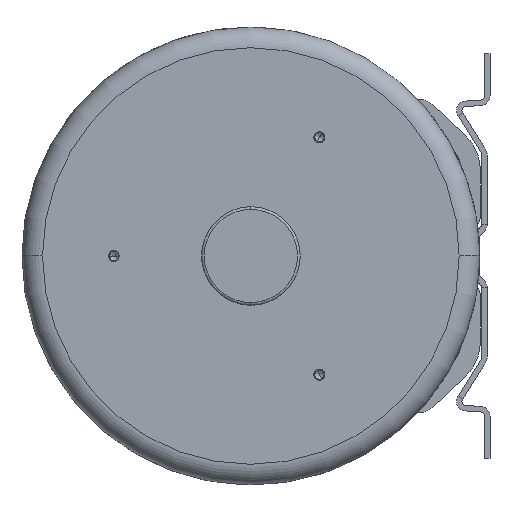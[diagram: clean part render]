
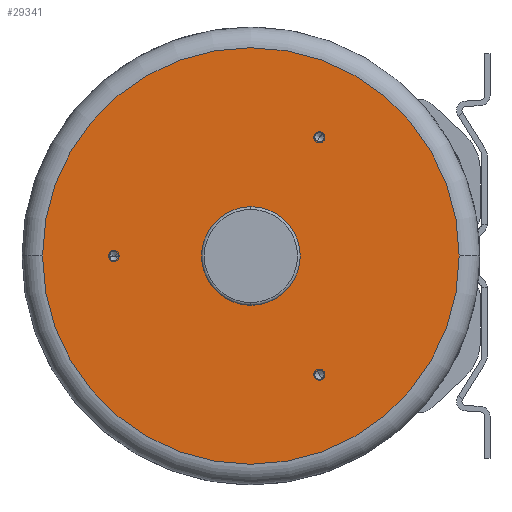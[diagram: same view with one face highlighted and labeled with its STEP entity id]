
A CAD part, left-side view. The second image highlights one B-rep face of the part: STEP entity #29341.
In plain terms, the highlighted planar face has unit normal (-1, 0, 0).
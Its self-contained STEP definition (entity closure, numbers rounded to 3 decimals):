
#11508=CARTESIAN_POINT('',(-97.,0.,0.));
#11509=DIRECTION('',(-1.,0.,0.));
#11510=DIRECTION('',(0.,0.,1.));
#11511=AXIS2_PLACEMENT_3D('',#11508,#11509,#11510);
#11513=CARTESIAN_POINT('',(-97.,0.,0.));
#11514=DIRECTION('',(-1.,0.,0.));
#11515=DIRECTION('',(0.,0.,-1.));
#11516=AXIS2_PLACEMENT_3D('',#11513,#11514,#11515);
#11518=CARTESIAN_POINT('',(-97.,100.,0.));
#11519=DIRECTION('',(-1.,0.,0.));
#11520=DIRECTION('',(0.,1.,0.));
#11521=AXIS2_PLACEMENT_3D('',#11518,#11519,#11520);
#11523=CARTESIAN_POINT('',(-97.,100.,0.));
#11524=DIRECTION('',(-1.,0.,0.));
#11525=DIRECTION('',(0.,-1.,0.));
#11526=AXIS2_PLACEMENT_3D('',#11523,#11524,#11525);
#11528=CARTESIAN_POINT('',(-97.,-50.,86.603));
#11529=DIRECTION('',(-1.,0.,0.));
#11530=DIRECTION('',(0.,-0.5,0.866));
#11531=AXIS2_PLACEMENT_3D('',#11528,#11529,#11530);
#11533=CARTESIAN_POINT('',(-97.,-50.,86.603));
#11534=DIRECTION('',(-1.,0.,0.));
#11535=DIRECTION('',(0.,0.5,-0.866));
#11536=AXIS2_PLACEMENT_3D('',#11533,#11534,#11535);
#11538=CARTESIAN_POINT('',(-97.,-50.,-86.603));
#11539=DIRECTION('',(-1.,0.,0.));
#11540=DIRECTION('',(0.,-0.5,-0.866));
#11541=AXIS2_PLACEMENT_3D('',#11538,#11539,#11540);
#11543=CARTESIAN_POINT('',(-97.,-50.,-86.603));
#11544=DIRECTION('',(-1.,0.,0.));
#11545=DIRECTION('',(0.,0.5,0.866));
#11546=AXIS2_PLACEMENT_3D('',#11543,#11544,#11545);
#11548=CARTESIAN_POINT('',(-97.,0.,0.));
#11549=DIRECTION('',(-1.,0.,0.));
#11550=DIRECTION('',(0.,1.,0.));
#11551=AXIS2_PLACEMENT_3D('',#11548,#11549,#11550);
#11553=CARTESIAN_POINT('',(-97.,0.,0.));
#11554=DIRECTION('',(-1.,0.,0.));
#11555=DIRECTION('',(0.,-1.,0.));
#11556=AXIS2_PLACEMENT_3D('',#11553,#11554,#11555);
#13307=CARTESIAN_POINT('',(-97.,103.4,0.));
#13308=CARTESIAN_POINT('',(-97.,96.6,0.));
#13309=VERTEX_POINT('',#13307);
#13310=VERTEX_POINT('',#13308);
#13317=CARTESIAN_POINT('',(-97.,-51.7,89.547));
#13318=CARTESIAN_POINT('',(-97.,-48.3,83.658));
#13319=VERTEX_POINT('',#13317);
#13320=VERTEX_POINT('',#13318);
#13327=CARTESIAN_POINT('',(-97.,-51.7,-89.547));
#13328=CARTESIAN_POINT('',(-97.,-48.3,-83.658));
#13329=VERTEX_POINT('',#13327);
#13330=VERTEX_POINT('',#13328);
#13351=CARTESIAN_POINT('',(-97.,0.,36.));
#13352=CARTESIAN_POINT('',(-97.,0.,-36.));
#13353=VERTEX_POINT('',#13351);
#13354=VERTEX_POINT('',#13352);
#15988=CARTESIAN_POINT('',(-97.,152.,0.));
#15989=CARTESIAN_POINT('',(-97.,-152.,0.));
#15990=VERTEX_POINT('',#15988);
#15991=VERTEX_POINT('',#15989);
#29307=CARTESIAN_POINT('',(-97.,0.,0.));
#29308=DIRECTION('',(1.,0.,0.));
#29309=DIRECTION('',(0.,-1.,0.));
#29310=AXIS2_PLACEMENT_3D('',#29307,#29308,#29309);
#29311=PLANE('',#29310);
#29313=ORIENTED_EDGE('',*,*,#29312,.F.);
#29314=ORIENTED_EDGE('',*,*,#29297,.F.);
#29315=EDGE_LOOP('',(#29313,#29314));
#29316=FACE_OUTER_BOUND('',#29315,.F.);
#29318=ORIENTED_EDGE('',*,*,#29317,.T.);
#29320=ORIENTED_EDGE('',*,*,#29319,.T.);
#29321=EDGE_LOOP('',(#29318,#29320));
#29322=FACE_BOUND('',#29321,.F.);
#29324=ORIENTED_EDGE('',*,*,#29323,.T.);
#29326=ORIENTED_EDGE('',*,*,#29325,.T.);
#29327=EDGE_LOOP('',(#29324,#29326));
#29328=FACE_BOUND('',#29327,.F.);
#29330=ORIENTED_EDGE('',*,*,#29329,.T.);
#29332=ORIENTED_EDGE('',*,*,#29331,.T.);
#29333=EDGE_LOOP('',(#29330,#29332));
#29334=FACE_BOUND('',#29333,.F.);
#29336=ORIENTED_EDGE('',*,*,#29335,.T.);
#29338=ORIENTED_EDGE('',*,*,#29337,.T.);
#29339=EDGE_LOOP('',(#29336,#29338));
#29340=FACE_BOUND('',#29339,.F.);
#29341=ADVANCED_FACE('',(#29316,#29322,#29328,#29334,#29340),#29311,.F.);
#11512=CIRCLE('',#11511,36.);
#11517=CIRCLE('',#11516,36.);
#11522=CIRCLE('',#11521,3.4);
#11527=CIRCLE('',#11526,3.4);
#11532=CIRCLE('',#11531,3.4);
#11537=CIRCLE('',#11536,3.4);
#11542=CIRCLE('',#11541,3.4);
#11547=CIRCLE('',#11546,3.4);
#11552=CIRCLE('',#11551,152.);
#11557=CIRCLE('',#11556,152.);
#29297=EDGE_CURVE('',#15991,#15990,#11557,.T.);
#29312=EDGE_CURVE('',#15990,#15991,#11552,.T.);
#29317=EDGE_CURVE('',#13353,#13354,#11512,.T.);
#29319=EDGE_CURVE('',#13354,#13353,#11517,.T.);
#29323=EDGE_CURVE('',#13309,#13310,#11522,.T.);
#29325=EDGE_CURVE('',#13310,#13309,#11527,.T.);
#29329=EDGE_CURVE('',#13319,#13320,#11532,.T.);
#29331=EDGE_CURVE('',#13320,#13319,#11537,.T.);
#29335=EDGE_CURVE('',#13329,#13330,#11542,.T.);
#29337=EDGE_CURVE('',#13330,#13329,#11547,.T.);
